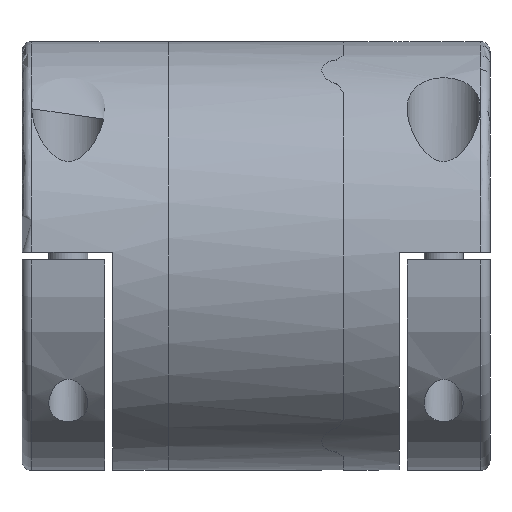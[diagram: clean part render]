
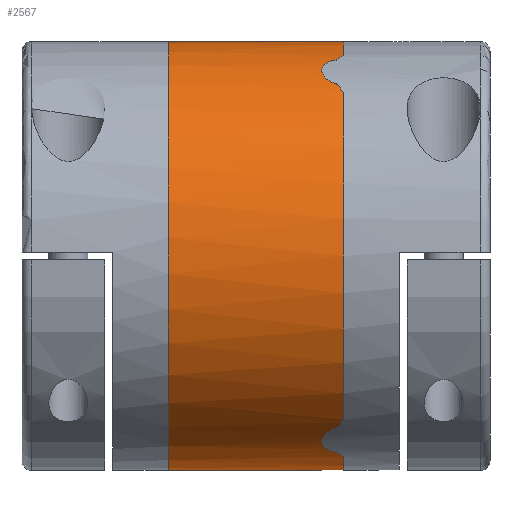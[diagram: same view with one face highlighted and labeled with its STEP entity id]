
A CAD part, front view. The second image highlights one B-rep face of the part: STEP entity #2567.
In plain terms, the highlighted cylindrical face has radius 22 mm (diameter 44 mm), a full revolution.
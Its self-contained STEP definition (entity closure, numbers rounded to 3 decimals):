
#49=ELLIPSE('',#2806,26.857,22.);
#50=ELLIPSE('',#2808,26.857,22.);
#51=ELLIPSE('',#2809,26.857,22.);
#52=ELLIPSE('',#2811,26.857,22.);
#53=ELLIPSE('',#2812,26.857,22.);
#54=ELLIPSE('',#2814,26.857,22.);
#55=ELLIPSE('',#2815,26.857,22.);
#56=ELLIPSE('',#2817,26.857,22.);
#211=CIRCLE('',#2807,22.);
#212=CIRCLE('',#2810,22.);
#213=CIRCLE('',#2813,22.);
#214=CIRCLE('',#2816,22.);
#888=ORIENTED_EDGE('',*,*,#1489,.T.);
#889=ORIENTED_EDGE('',*,*,#1490,.T.);
#890=ORIENTED_EDGE('',*,*,#1491,.T.);
#891=ORIENTED_EDGE('',*,*,#1492,.T.);
#892=ORIENTED_EDGE('',*,*,#1493,.T.);
#893=ORIENTED_EDGE('',*,*,#1494,.T.);
#894=ORIENTED_EDGE('',*,*,#1495,.T.);
#895=ORIENTED_EDGE('',*,*,#1496,.T.);
#896=ORIENTED_EDGE('',*,*,#1497,.T.);
#897=ORIENTED_EDGE('',*,*,#1498,.T.);
#898=ORIENTED_EDGE('',*,*,#1499,.F.);
#899=ORIENTED_EDGE('',*,*,#1500,.T.);
#900=ORIENTED_EDGE('',*,*,#1501,.T.);
#901=ORIENTED_EDGE('',*,*,#1502,.T.);
#902=ORIENTED_EDGE('',*,*,#1503,.F.);
#903=ORIENTED_EDGE('',*,*,#1504,.T.);
#1489=EDGE_CURVE('',#1813,#1814,#49,.F.);
#1490=EDGE_CURVE('',#1814,#1815,#211,.T.);
#1491=EDGE_CURVE('',#1815,#1816,#50,.F.);
#1492=EDGE_CURVE('',#1816,#1817,#1996,.T.);
#1493=EDGE_CURVE('',#1817,#1818,#51,.F.);
#1494=EDGE_CURVE('',#1818,#1819,#212,.T.);
#1495=EDGE_CURVE('',#1819,#1820,#52,.F.);
#1496=EDGE_CURVE('',#1820,#1813,#1997,.T.);
#1497=EDGE_CURVE('',#1821,#1822,#1998,.T.);
#1498=EDGE_CURVE('',#1822,#1823,#53,.F.);
#1499=EDGE_CURVE('',#1824,#1823,#213,.T.);
#1500=EDGE_CURVE('',#1824,#1825,#54,.F.);
#1501=EDGE_CURVE('',#1825,#1826,#1999,.T.);
#1502=EDGE_CURVE('',#1826,#1827,#55,.F.);
#1503=EDGE_CURVE('',#1828,#1827,#214,.T.);
#1504=EDGE_CURVE('',#1828,#1821,#56,.F.);
#1813=VERTEX_POINT('',#4101);
#1814=VERTEX_POINT('',#4102);
#1815=VERTEX_POINT('',#4104);
#1816=VERTEX_POINT('',#4106);
#1817=VERTEX_POINT('',#4114);
#1818=VERTEX_POINT('',#4116);
#1819=VERTEX_POINT('',#4118);
#1820=VERTEX_POINT('',#4120);
#1821=VERTEX_POINT('',#4135);
#1822=VERTEX_POINT('',#4136);
#1823=VERTEX_POINT('',#4138);
#1824=VERTEX_POINT('',#4140);
#1825=VERTEX_POINT('',#4142);
#1826=VERTEX_POINT('',#4150);
#1827=VERTEX_POINT('',#4152);
#1828=VERTEX_POINT('',#4154);
#1996=B_SPLINE_CURVE_WITH_KNOTS('',3,(#4107,#4108,#4109,#4110,#4111,#4112,
#4113),.UNSPECIFIED.,.F.,.F.,(4,1,1,1,4),(0.,0.002,
0.003,0.005,0.006),
 .UNSPECIFIED.);
#1997=B_SPLINE_CURVE_WITH_KNOTS('',3,(#4121,#4122,#4123,#4124,#4125,#4126,
#4127),.UNSPECIFIED.,.F.,.F.,(4,1,1,1,4),(0.,0.002,
0.003,0.005,0.006),
 .UNSPECIFIED.);
#1998=B_SPLINE_CURVE_WITH_KNOTS('',3,(#4128,#4129,#4130,#4131,#4132,#4133,
#4134),.UNSPECIFIED.,.F.,.F.,(4,1,1,1,4),(0.,0.002,0.003,
0.005,0.006),.UNSPECIFIED.);
#1999=B_SPLINE_CURVE_WITH_KNOTS('',3,(#4143,#4144,#4145,#4146,#4147,#4148,
#4149),.UNSPECIFIED.,.F.,.F.,(4,1,1,1,4),(0.,0.002,0.003,
0.005,0.006),.UNSPECIFIED.);
#2098=EDGE_LOOP('',(#888,#889,#890,#891,#892,#893,#894,#895));
#2099=EDGE_LOOP('',(#896,#897,#898,#899,#900,#901,#902,#903));
#2324=FACE_BOUND('',#2098,.T.);
#2325=FACE_BOUND('',#2099,.T.);
#2485=CYLINDRICAL_SURFACE('',#2805,22.);
#2567=ADVANCED_FACE('',(#2324,#2325),#2485,.T.);
#2805=AXIS2_PLACEMENT_3D('',#4099,#3234,#3235);
#2806=AXIS2_PLACEMENT_3D('',#4100,#3236,#3237);
#2807=AXIS2_PLACEMENT_3D('',#4103,#3238,#3239);
#2808=AXIS2_PLACEMENT_3D('',#4105,#3240,#3241);
#2809=AXIS2_PLACEMENT_3D('',#4115,#3242,#3243);
#2810=AXIS2_PLACEMENT_3D('',#4117,#3244,#3245);
#2811=AXIS2_PLACEMENT_3D('',#4119,#3246,#3247);
#2812=AXIS2_PLACEMENT_3D('',#4137,#3248,#3249);
#2813=AXIS2_PLACEMENT_3D('',#4139,#3250,#3251);
#2814=AXIS2_PLACEMENT_3D('',#4141,#3252,#3253);
#2815=AXIS2_PLACEMENT_3D('',#4151,#3254,#3255);
#2816=AXIS2_PLACEMENT_3D('',#4153,#3256,#3257);
#2817=AXIS2_PLACEMENT_3D('',#4155,#3258,#3259);
#3234=DIRECTION('',(1.,0.,0.));
#3235=DIRECTION('',(0.,0.,-1.));
#3236=DIRECTION('',(-0.819,-0.574,0.));
#3237=DIRECTION('',(0.574,-0.819,0.));
#3238=DIRECTION('',(1.,0.,0.));
#3239=DIRECTION('',(0.,0.,-1.));
#3240=DIRECTION('',(-0.819,-0.574,0.));
#3241=DIRECTION('',(0.574,-0.819,0.));
#3242=DIRECTION('',(-0.819,0.574,0.));
#3243=DIRECTION('',(0.574,0.819,0.));
#3244=DIRECTION('',(1.,0.,0.));
#3245=DIRECTION('',(0.,0.,-1.));
#3246=DIRECTION('',(-0.819,0.574,0.));
#3247=DIRECTION('',(0.574,0.819,0.));
#3248=DIRECTION('',(0.819,-0.574,0.));
#3249=DIRECTION('',(0.574,0.819,0.));
#3250=DIRECTION('',(1.,0.,0.));
#3251=DIRECTION('',(0.,0.,-1.));
#3252=DIRECTION('',(0.819,-0.574,0.));
#3253=DIRECTION('',(0.574,0.819,0.));
#3254=DIRECTION('',(0.819,0.574,0.));
#3255=DIRECTION('',(0.574,-0.819,0.));
#3256=DIRECTION('',(1.,0.,0.));
#3257=DIRECTION('',(0.,0.,-1.));
#3258=DIRECTION('',(0.819,0.574,0.));
#3259=DIRECTION('',(0.574,-0.819,0.));
#4099=CARTESIAN_POINT('',(18.,0.,0.));
#4100=CARTESIAN_POINT('',(9.952,0.,0.));
#4101=CARTESIAN_POINT('',(0.77,13.114,-17.664));
#4102=CARTESIAN_POINT('',(0.,14.213,-16.792));
#4103=CARTESIAN_POINT('',(0.,0.,0.));
#4104=CARTESIAN_POINT('',(0.,14.213,16.792));
#4105=CARTESIAN_POINT('',(9.952,0.,0.));
#4106=CARTESIAN_POINT('',(0.77,13.114,17.664));
#4107=CARTESIAN_POINT('',(0.77,13.114,17.664));
#4108=CARTESIAN_POINT('',(1.235,12.945,17.79));
#4109=CARTESIAN_POINT('',(1.968,12.337,18.233));
#4110=CARTESIAN_POINT('',(2.376,11.064,19.037));
#4111=CARTESIAN_POINT('',(2.023,9.714,19.755));
#4112=CARTESIAN_POINT('',(1.244,9.059,20.049));
#4113=CARTESIAN_POINT('',(0.77,8.886,20.126));
#4114=CARTESIAN_POINT('',(0.77,8.886,20.126));
#4115=CARTESIAN_POINT('',(-5.452,0.,0.));
#4116=CARTESIAN_POINT('',(0.,7.787,20.576));
#4117=CARTESIAN_POINT('',(0.,0.,0.));
#4118=CARTESIAN_POINT('',(0.,7.787,-20.576));
#4119=CARTESIAN_POINT('',(-5.452,0.,0.));
#4120=CARTESIAN_POINT('',(0.77,8.886,-20.126));
#4121=CARTESIAN_POINT('',(0.77,8.886,-20.126));
#4122=CARTESIAN_POINT('',(1.244,9.058,-20.049));
#4123=CARTESIAN_POINT('',(2.024,9.714,-19.755));
#4124=CARTESIAN_POINT('',(2.377,11.069,-19.035));
#4125=CARTESIAN_POINT('',(1.964,12.341,-18.23));
#4126=CARTESIAN_POINT('',(1.236,12.945,-17.79));
#4127=CARTESIAN_POINT('',(0.77,13.114,-17.664));
#4128=CARTESIAN_POINT('',(17.23,-13.114,17.664));
#4129=CARTESIAN_POINT('',(16.765,-12.945,17.79));
#4130=CARTESIAN_POINT('',(16.032,-12.337,18.233));
#4131=CARTESIAN_POINT('',(15.624,-11.064,19.037));
#4132=CARTESIAN_POINT('',(15.977,-9.714,19.755));
#4133=CARTESIAN_POINT('',(16.756,-9.059,20.049));
#4134=CARTESIAN_POINT('',(17.23,-8.886,20.126));
#4135=CARTESIAN_POINT('',(17.23,-13.114,17.664));
#4136=CARTESIAN_POINT('',(17.23,-8.886,20.126));
#4137=CARTESIAN_POINT('',(23.452,0.,0.));
#4138=CARTESIAN_POINT('',(18.,-7.787,20.576));
#4139=CARTESIAN_POINT('',(18.,0.,0.));
#4140=CARTESIAN_POINT('',(18.,-7.787,-20.576));
#4141=CARTESIAN_POINT('',(23.452,0.,0.));
#4142=CARTESIAN_POINT('',(17.23,-8.886,-20.126));
#4143=CARTESIAN_POINT('',(17.23,-8.886,-20.126));
#4144=CARTESIAN_POINT('',(16.756,-9.058,-20.049));
#4145=CARTESIAN_POINT('',(15.976,-9.714,-19.755));
#4146=CARTESIAN_POINT('',(15.623,-11.069,-19.035));
#4147=CARTESIAN_POINT('',(16.036,-12.341,-18.23));
#4148=CARTESIAN_POINT('',(16.764,-12.945,-17.79));
#4149=CARTESIAN_POINT('',(17.23,-13.114,-17.664));
#4150=CARTESIAN_POINT('',(17.23,-13.114,-17.664));
#4151=CARTESIAN_POINT('',(8.048,0.,0.));
#4152=CARTESIAN_POINT('',(18.,-14.213,-16.792));
#4153=CARTESIAN_POINT('',(18.,0.,0.));
#4154=CARTESIAN_POINT('',(18.,-14.213,16.792));
#4155=CARTESIAN_POINT('',(8.048,0.,0.));
